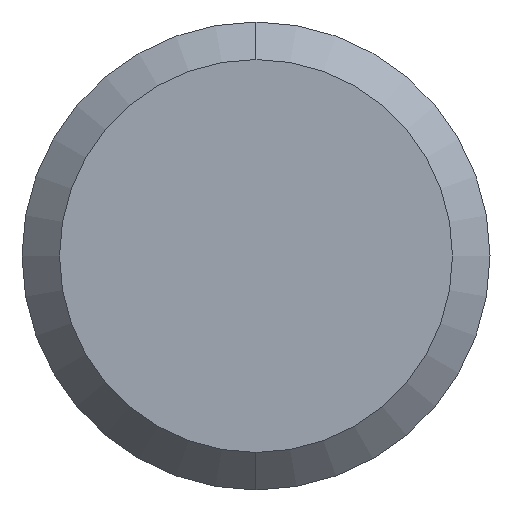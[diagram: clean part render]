
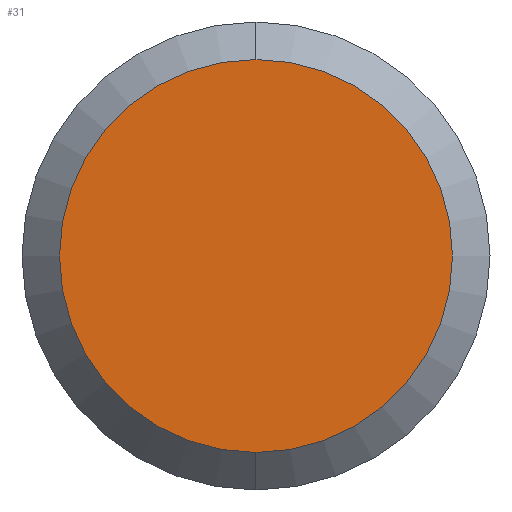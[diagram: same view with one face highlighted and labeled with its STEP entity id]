
A CAD part, left-side view. The second image highlights one B-rep face of the part: STEP entity #31.
In plain terms, the highlighted planar face has unit normal (-1, 0, 0).
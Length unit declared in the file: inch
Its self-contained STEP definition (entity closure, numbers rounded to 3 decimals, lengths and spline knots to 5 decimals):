
#31 = ADVANCED_FACE ( 'NONE', ( #400 ), #49, .F. ) ;
#49 = PLANE ( 'NONE',  #248 ) ;
#105 = CARTESIAN_POINT ( 'NONE',  ( 0., 0., 0. ) ) ;
#141 = CIRCLE ( 'NONE', #285, 0.05235 ) ;
#146 = ORIENTED_EDGE ( 'NONE', *, *, #163, .T. ) ;
#163 = EDGE_CURVE ( 'NONE', #638, #616, #264, .T. ) ;
#235 = DIRECTION ( 'NONE',  ( -1., 0., 0. ) ) ;
#245 = CARTESIAN_POINT ( 'NONE',  ( 0., 0., 0. ) ) ;
#248 = AXIS2_PLACEMENT_3D ( 'NONE', #105, #516, #741 ) ;
#264 = CIRCLE ( 'NONE', #672, 0.05235 ) ;
#282 = DIRECTION ( 'NONE',  ( -1., 0., 0. ) ) ;
#285 = AXIS2_PLACEMENT_3D ( 'NONE', #245, #235, #695 ) ;
#290 = CARTESIAN_POINT ( 'NONE',  ( 0., 0., 0.05235 ) ) ;
#302 = EDGE_CURVE ( 'NONE', #616, #638, #141, .T. ) ;
#339 = DIRECTION ( 'NONE',  ( 0., 0., 1. ) ) ;
#350 = CARTESIAN_POINT ( 'NONE',  ( 0., 0., -0.05235 ) ) ;
#400 = FACE_OUTER_BOUND ( 'NONE', #550, .T. ) ;
#516 = DIRECTION ( 'NONE',  ( 1., 0., 0. ) ) ;
#550 = EDGE_LOOP ( 'NONE', ( #727, #146 ) ) ;
#567 = CARTESIAN_POINT ( 'NONE',  ( 0., 0., 0. ) ) ;
#616 = VERTEX_POINT ( 'NONE', #350 ) ;
#638 = VERTEX_POINT ( 'NONE', #290 ) ;
#672 = AXIS2_PLACEMENT_3D ( 'NONE', #567, #282, #339 ) ;
#695 = DIRECTION ( 'NONE',  ( 0., 0., 1. ) ) ;
#727 = ORIENTED_EDGE ( 'NONE', *, *, #302, .T. ) ;
#741 = DIRECTION ( 'NONE',  ( 0., 0., -1. ) ) ;
